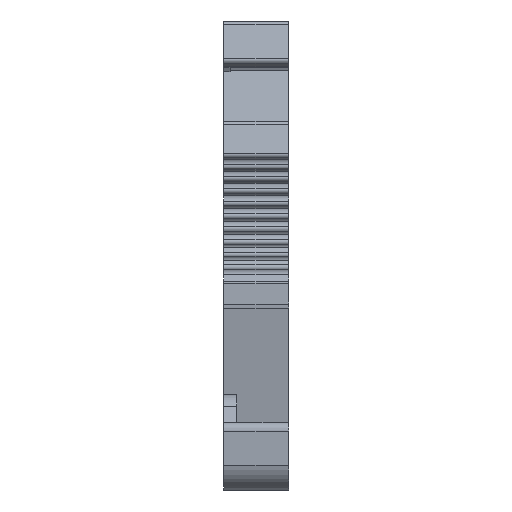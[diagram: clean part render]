
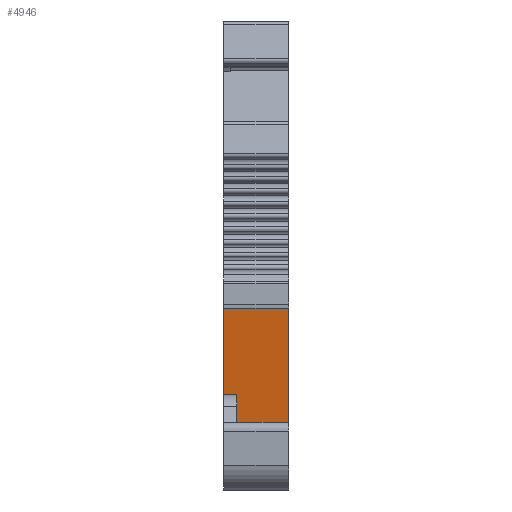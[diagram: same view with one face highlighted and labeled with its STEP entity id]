
A CAD part, left-side view. The second image highlights one B-rep face of the part: STEP entity #4946.
In plain terms, the highlighted planar face has unit normal (-0.986, 0, -0.168).
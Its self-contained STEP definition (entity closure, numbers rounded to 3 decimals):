
#123=PLANE('',#5363);
#471=LINE('',#8333,#956);
#556=LINE('',#8598,#1041);
#557=LINE('',#8602,#1042);
#558=LINE('',#8604,#1043);
#559=LINE('',#8606,#1044);
#560=LINE('',#8608,#1045);
#956=VECTOR('',#6236,1000.);
#1041=VECTOR('',#6497,1000.);
#1042=VECTOR('',#6502,1000.);
#1043=VECTOR('',#6503,1000.);
#1044=VECTOR('',#6504,1000.);
#1045=VECTOR('',#6505,1000.);
#2001=ORIENTED_EDGE('',*,*,#3235,.T.);
#2002=ORIENTED_EDGE('',*,*,#3236,.F.);
#2003=ORIENTED_EDGE('',*,*,#3237,.F.);
#2004=ORIENTED_EDGE('',*,*,#3238,.T.);
#2005=ORIENTED_EDGE('',*,*,#3233,.T.);
#2006=ORIENTED_EDGE('',*,*,#3115,.T.);
#3115=EDGE_CURVE('',#3802,#3801,#471,.T.);
#3233=EDGE_CURVE('',#3862,#3802,#556,.T.);
#3235=EDGE_CURVE('',#3801,#3863,#557,.F.);
#3236=EDGE_CURVE('',#3864,#3863,#558,.T.);
#3237=EDGE_CURVE('',#3865,#3864,#559,.T.);
#3238=EDGE_CURVE('',#3865,#3862,#560,.T.);
#3801=VERTEX_POINT('',#8332);
#3802=VERTEX_POINT('',#8334);
#3862=VERTEX_POINT('',#8599);
#3863=VERTEX_POINT('',#8603);
#3864=VERTEX_POINT('',#8605);
#3865=VERTEX_POINT('',#8607);
#4330=EDGE_LOOP('',(#2001,#2002,#2003,#2004,#2005,#2006));
#4584=FACE_BOUND('',#4330,.T.);
#4946=ADVANCED_FACE('',(#4584),#123,.F.);
#5363=AXIS2_PLACEMENT_3D('',#8601,#6500,#6501);
#6236=DIRECTION('',(-0.168,0.,0.986));
#6497=DIRECTION('',(0.,-1.,0.));
#6500=DIRECTION('',(0.986,0.,0.168));
#6501=DIRECTION('',(0.168,0.,-0.986));
#6502=DIRECTION('',(0.,-1.,0.));
#6503=DIRECTION('',(-0.168,0.,0.986));
#6504=DIRECTION('',(0.,1.,0.));
#6505=DIRECTION('',(0.168,0.,-0.986));
#8332=CARTESIAN_POINT('',(-24.222,-2.15,-3.73));
#8333=CARTESIAN_POINT('',(-24.25,-2.15,-3.563));
#8334=CARTESIAN_POINT('',(-22.294,-2.15,-15.045));
#8598=CARTESIAN_POINT('',(-22.294,2.85,-15.045));
#8599=CARTESIAN_POINT('',(-22.294,1.85,-15.045));
#8601=CARTESIAN_POINT('',(-24.25,2.85,-3.563));
#8602=CARTESIAN_POINT('',(-24.222,2.85,-3.73));
#8603=CARTESIAN_POINT('',(-24.222,2.85,-3.73));
#8604=CARTESIAN_POINT('',(-24.25,2.85,-3.563));
#8605=CARTESIAN_POINT('',(-23.099,2.85,-10.318));
#8606=CARTESIAN_POINT('',(-23.099,1.85,-10.318));
#8607=CARTESIAN_POINT('',(-23.099,1.85,-10.318));
#8608=CARTESIAN_POINT('',(-23.099,1.85,-10.318));
